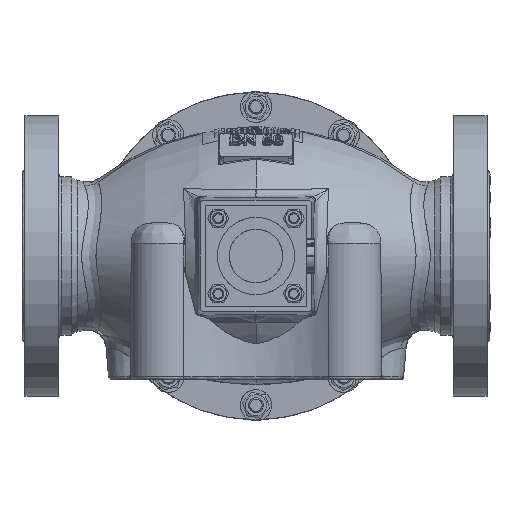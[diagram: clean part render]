
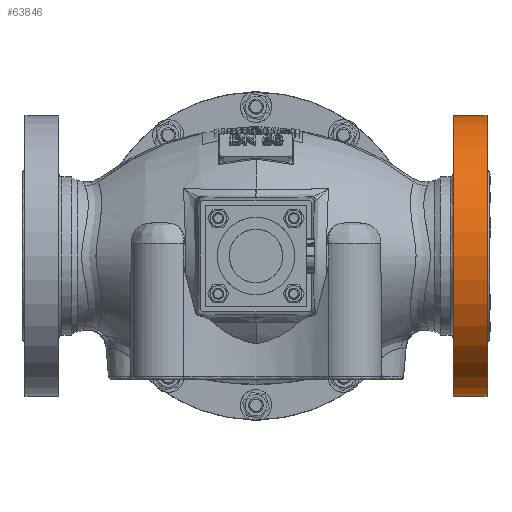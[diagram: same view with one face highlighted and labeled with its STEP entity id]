
A CAD part, front view. The second image highlights one B-rep face of the part: STEP entity #63846.
In plain terms, the highlighted cylindrical face has radius 76 mm (diameter 152 mm), a partial arc.
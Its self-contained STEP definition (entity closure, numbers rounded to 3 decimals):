
#416 = ORIENTED_EDGE ( 'NONE', *, *, #74682, .T. ) ;
#1236 = VERTEX_POINT ( 'NONE', #59306 ) ;
#3869 = VECTOR ( 'NONE', #76429, 1000. ) ;
#14429 = EDGE_LOOP ( 'NONE', ( #93095, #57637, #416, #108514 ) ) ;
#31151 = CARTESIAN_POINT ( 'NONE',  ( 107., 0., 76. ) ) ;
#40553 = CYLINDRICAL_SURFACE ( 'NONE', #42512, 76. ) ;
#42512 = AXIS2_PLACEMENT_3D ( 'NONE', #80844, #127673, #139343 ) ;
#43941 = EDGE_CURVE ( 'NONE', #91030, #1236, #111223, .T. ) ;
#45363 = CARTESIAN_POINT ( 'NONE',  ( 98.5, 0., -76. ) ) ;
#46130 = EDGE_CURVE ( 'NONE', #1236, #83763, #129237, .T. ) ;
#52521 = DIRECTION ( 'NONE',  ( -1., 0., 0. ) ) ;
#57030 = CARTESIAN_POINT ( 'NONE',  ( 125.4, 0., 0. ) ) ;
#57637 = ORIENTED_EDGE ( 'NONE', *, *, #46130, .T. ) ;
#59306 = CARTESIAN_POINT ( 'NONE',  ( 125.4, 0., -76. ) ) ;
#61922 = CARTESIAN_POINT ( 'NONE',  ( 107., 0., -76. ) ) ;
#61954 = CARTESIAN_POINT ( 'NONE',  ( 107., 0., 0. ) ) ;
#63846 = ADVANCED_FACE ( 'NONE', ( #137033 ), #40553, .T. ) ;
#68716 = DIRECTION ( 'NONE',  ( 0., 0., -1. ) ) ;
#73594 = DIRECTION ( 'NONE',  ( 0., 0., -1. ) ) ;
#74682 = EDGE_CURVE ( 'NONE', #83763, #122990, #126340, .T. ) ;
#76429 = DIRECTION ( 'NONE',  ( 1., 0., 0. ) ) ;
#80844 = CARTESIAN_POINT ( 'NONE',  ( 98.5, 0., 0. ) ) ;
#82609 = CARTESIAN_POINT ( 'NONE',  ( 125.4, 0., 76. ) ) ;
#83763 = VERTEX_POINT ( 'NONE', #82609 ) ;
#91030 = VERTEX_POINT ( 'NONE', #61922 ) ;
#92656 = CIRCLE ( 'NONE', #138098, 76. ) ;
#93095 = ORIENTED_EDGE ( 'NONE', *, *, #43941, .T. ) ;
#95337 = VECTOR ( 'NONE', #52521, 1000. ) ;
#95545 = EDGE_CURVE ( 'NONE', #122990, #91030, #92656, .T. ) ;
#98702 = CARTESIAN_POINT ( 'NONE',  ( 98.5, 0., 76. ) ) ;
#108514 = ORIENTED_EDGE ( 'NONE', *, *, #95545, .T. ) ;
#111223 = LINE ( 'NONE', #45363, #3869 ) ;
#122990 = VERTEX_POINT ( 'NONE', #31151 ) ;
#126340 = LINE ( 'NONE', #98702, #95337 ) ;
#127673 = DIRECTION ( 'NONE',  ( 1., 0., 0. ) ) ;
#129237 = CIRCLE ( 'NONE', #134521, 76. ) ;
#134521 = AXIS2_PLACEMENT_3D ( 'NONE', #57030, #138378, #68716 ) ;
#137033 = FACE_OUTER_BOUND ( 'NONE', #14429, .T. ) ;
#138098 = AXIS2_PLACEMENT_3D ( 'NONE', #61954, #143248, #73594 ) ;
#138378 = DIRECTION ( 'NONE',  ( -1., 0., 0. ) ) ;
#139343 = DIRECTION ( 'NONE',  ( 0., 0., -1. ) ) ;
#143248 = DIRECTION ( 'NONE',  ( 1., 0., 0. ) ) ;
